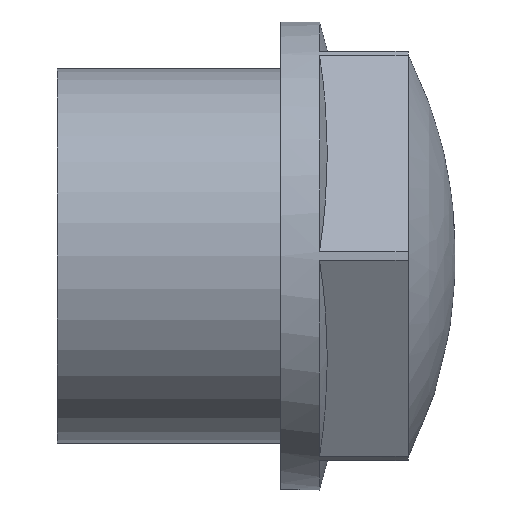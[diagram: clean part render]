
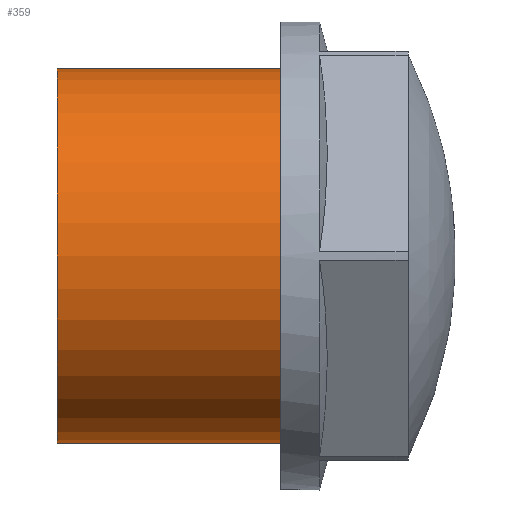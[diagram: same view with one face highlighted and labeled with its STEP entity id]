
A CAD part, front view. The second image highlights one B-rep face of the part: STEP entity #359.
In plain terms, the highlighted cylindrical face has radius 16 mm (diameter 32 mm), a full revolution.
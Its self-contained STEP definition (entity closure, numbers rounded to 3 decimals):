
#72=FACE_BOUND($,#106,.T.);
#79=CYLINDRICAL_SURFACE($,#384,16.);
#84=FACE_OUTER_BOUND($,#105,.T.);
#105=EDGE_LOOP($,(#259));
#106=EDGE_LOOP($,(#260));
#147=CIRCLE($,#385,16.);
#148=CIRCLE($,#386,16.);
#168=VERTEX_POINT($,#560);
#169=VERTEX_POINT($,#562);
#207=EDGE_CURVE($,#168,#168,#147,.T.);
#208=EDGE_CURVE($,#169,#169,#148,.T.);
#259=ORIENTED_EDGE($,*,*,#207,.T.);
#260=ORIENTED_EDGE($,*,*,#208,.F.);
#359=ADVANCED_FACE($,(#84,#72),#79,.T.);
#384=AXIS2_PLACEMENT_3D($,#559,#428,#429);
#385=AXIS2_PLACEMENT_3D($,#561,#430,#431);
#386=AXIS2_PLACEMENT_3D($,#563,#432,#433);
#428=DIRECTION('center_axis',(-1.,0.,0.));
#429=DIRECTION('ref_axis',(0.,0.,1.));
#430=DIRECTION('center_axis',(-1.,0.,0.));
#431=DIRECTION('ref_axis',(0.,0.,1.));
#432=DIRECTION('center_axis',(-1.,0.,0.));
#433=DIRECTION('ref_axis',(0.,0.,1.));
#559=CARTESIAN_POINT('Origin',(0.75,0.,0.));
#560=CARTESIAN_POINT('',(19.1,0.,-16.));
#561=CARTESIAN_POINT('Origin',(19.1,0.,0.));
#562=CARTESIAN_POINT('',(0.,0.,-16.));
#563=CARTESIAN_POINT('Origin',(0.,0.,0.));
